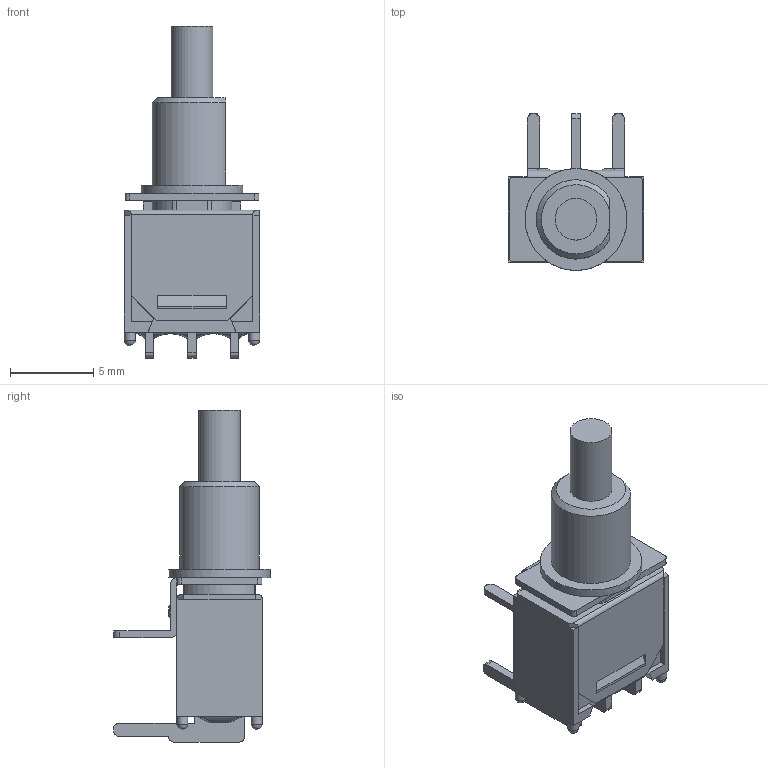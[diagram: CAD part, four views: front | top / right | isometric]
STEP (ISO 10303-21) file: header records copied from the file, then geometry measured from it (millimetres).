
FILE_DESCRIPTION(/* description */ (''),/* implementation_level */ '2;1');
FILE_NAME(/* name */ '800CSP1B6M6xE.stp',/* time_stamp */ '2024-04-19T08:24:55-05:00',/* author */ ('mwilliams'),/* organization */ (''),/* preprocessor_version */ 'ST-DEVELOPER v18.1',/* originating_system */ 'Autodesk Inventor 2022',/* authorisation */ '');
FILE_SCHEMA (('AUTOMOTIVE_DESIGN { 1 0 10303 214 3 1 1 }'));
Length unit declared in the file: inch
Products named in the file (1): 000025961_Simplify_1
Bounding box: 8.1 x 9.4 x 19.89 mm (x, y, z)
Volume: 470.9 mm3; surface area: 604 mm2
Topology: 1 solids, 1 shells, 199 faces, 538 edges, 340 vertices
Faces by surface type: plane 138, cylinder 44, bspline 10, sphere 4, torus 2, cone 1
Full cylindrical faces by diameter (mm): 0.65 x4, 2.5 x1, 6.1 x1
Entity records: 6861 total; most frequent: CARTESIAN_POINT 1601, ORIENTED_EDGE 1068, DIRECTION 995, EDGE_CURVE 534, LINE 381, VECTOR 381, VERTEX_POINT 340, AXIS2_PLACEMENT_3D 307
